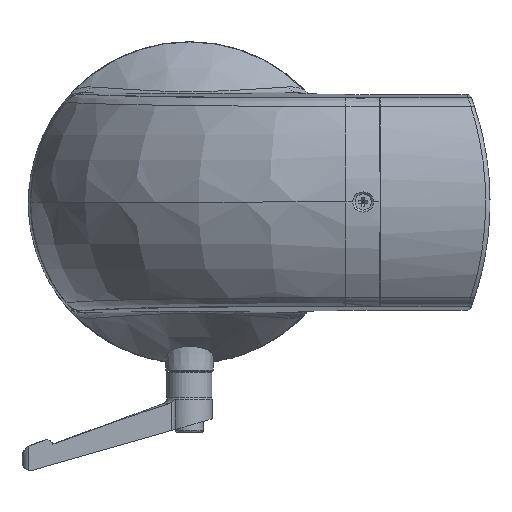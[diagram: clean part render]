
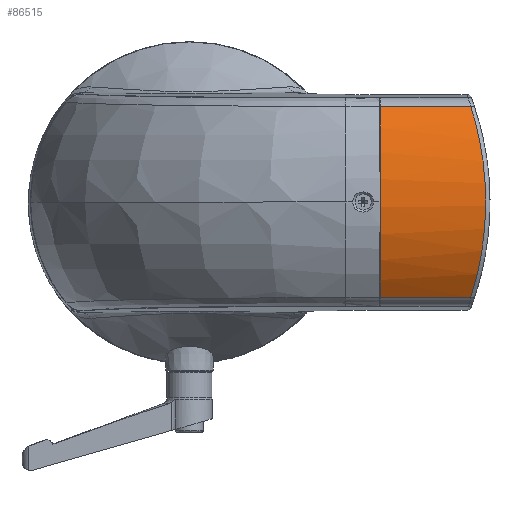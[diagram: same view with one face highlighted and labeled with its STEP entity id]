
A CAD part, top view. The second image highlights one B-rep face of the part: STEP entity #86515.
In plain terms, the highlighted cylindrical face has radius 75 mm (diameter 150 mm), a partial arc.
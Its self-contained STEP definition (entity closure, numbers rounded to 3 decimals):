
#207 = FACE_OUTER_BOUND ( 'NONE', #62246, .T. ) ;
#1241 = CARTESIAN_POINT ( 'NONE',  ( 132.033, 41.374, 177.439 ) ) ;
#2845 = CARTESIAN_POINT ( 'NONE',  ( 134.683, 31.104, 183.119 ) ) ;
#7187 = CARTESIAN_POINT ( 'NONE',  ( 135.439, -27.46, 184.668 ) ) ;
#9994 = B_SPLINE_CURVE_WITH_KNOTS ( 'NONE', 3,
 ( #82107, #80519, #39592, #72395, #7187, #89669, #31485, #40653, #64333, #97274, #89146, #15802, #40115, #48739, #73481, #64875, #81570, #57315, #106463, #32554, #49270, #75068, #18494, #17942, #2845, #83699, #1241, #51918 ),
 .UNSPECIFIED., .F., .F.,
 ( 4, 2, 2, 2, 2, 2, 2, 2, 2, 2, 2, 2, 2, 4 ),
 ( 0., 0.012, 0.024, 0.03, 0.036, 0.048, 0.051, 0.054, 0.06, 0.066, 0.069, 0.072, 0.084, 0.096 ),
 .UNSPECIFIED. ) ;
#11285 = VECTOR ( 'NONE', #99918, 1000. ) ;
#13030 = ORIENTED_EDGE ( 'NONE', *, *, #44458, .T. ) ;
#13257 = LINE ( 'NONE', #60235, #47437 ) ;
#15802 = CARTESIAN_POINT ( 'NONE',  ( 138., 1., 189.76 ) ) ;
#17942 = CARTESIAN_POINT ( 'NONE',  ( 135.437, 27.471, 184.663 ) ) ;
#18494 = CARTESIAN_POINT ( 'NONE',  ( 136.221, 22.714, 186.245 ) ) ;
#27705 = CARTESIAN_POINT ( 'NONE',  ( 89.212, 17.07, 195.378 ) ) ;
#31485 = CARTESIAN_POINT ( 'NONE',  ( 136.659, -19.818, 187.122 ) ) ;
#32554 = CARTESIAN_POINT ( 'NONE',  ( 136.777, 18.858, 187.357 ) ) ;
#34832 = CARTESIAN_POINT ( 'NONE',  ( 88.86, 44.539, 175.103 ) ) ;
#37140 = ORIENTED_EDGE ( 'NONE', *, *, #74962, .T. ) ;
#39592 = CARTESIAN_POINT ( 'NONE',  ( 132.982, -38.055, 179.507 ) ) ;
#40115 = CARTESIAN_POINT ( 'NONE',  ( 137.99, 2.017, 189.74 ) ) ;
#40653 = CARTESIAN_POINT ( 'NONE',  ( 137.138, -15.941, 188.074 ) ) ;
#41467 = AXIS2_PLACEMENT_3D ( 'NONE', #74577, #76190, #91866 ) ;
#44458 = EDGE_CURVE ( 'NONE', #51331, #61417, #13257, .T. ) ;
#47437 = VECTOR ( 'NONE', #53197, 1000. ) ;
#47983 =( BOUNDED_CURVE ( )  B_SPLINE_CURVE ( 3, ( #101571, #27705, #102110, #60574 ),
 .UNSPECIFIED., .F., .F. ) 
 B_SPLINE_CURVE_WITH_KNOTS ( ( 4, 4 ),
 ( 5.647, 6.919 ),
 .UNSPECIFIED. ) 
 CURVE ( )  GEOMETRIC_REPRESENTATION_ITEM ( )  RATIONAL_B_SPLINE_CURVE ( ( 1., 0.87, 0.87, 1. ) ) 
 REPRESENTATION_ITEM ( '' )  );
#48739 = CARTESIAN_POINT ( 'NONE',  ( 137.948, 4.038, 189.658 ) ) ;
#48979 = CARTESIAN_POINT ( 'NONE',  ( 131.014, -44.539, 175.103 ) ) ;
#49270 = CARTESIAN_POINT ( 'NONE',  ( 136.647, 19.825, 187.099 ) ) ;
#51331 = VERTEX_POINT ( 'NONE', #79259 ) ;
#51918 = CARTESIAN_POINT ( 'NONE',  ( 131.014, 44.539, 175.103 ) ) ;
#53197 = DIRECTION ( 'NONE',  ( 1., 0., 0. ) ) ;
#57315 = CARTESIAN_POINT ( 'NONE',  ( 137.34, 13.987, 188.471 ) ) ;
#58431 = CARTESIAN_POINT ( 'NONE',  ( 131.014, 44.539, 175.103 ) ) ;
#58771 = ORIENTED_EDGE ( 'NONE', *, *, #98889, .T. ) ;
#58970 = CYLINDRICAL_SURFACE ( 'NONE', #41467, 75. ) ;
#60235 = CARTESIAN_POINT ( 'NONE',  ( 52., -44.539, 175.103 ) ) ;
#60574 = CARTESIAN_POINT ( 'NONE',  ( 88.86, -44.539, 175.103 ) ) ;
#61417 = VERTEX_POINT ( 'NONE', #48979 ) ;
#62246 = EDGE_LOOP ( 'NONE', ( #85461, #37140, #13030, #58771 ) ) ;
#64333 = CARTESIAN_POINT ( 'NONE',  ( 137.34, -13.987, 188.471 ) ) ;
#64875 = CARTESIAN_POINT ( 'NONE',  ( 137.791, 8.052, 189.354 ) ) ;
#65216 = EDGE_CURVE ( 'NONE', #74594, #65605, #79157, .T. ) ;
#65605 = VERTEX_POINT ( 'NONE', #34832 ) ;
#66980 = CARTESIAN_POINT ( 'NONE',  ( 52., 44.539, 175.103 ) ) ;
#72395 = CARTESIAN_POINT ( 'NONE',  ( 134.685, -31.097, 183.122 ) ) ;
#73481 = CARTESIAN_POINT ( 'NONE',  ( 137.916, 5.044, 189.597 ) ) ;
#74577 = CARTESIAN_POINT ( 'NONE',  ( 52., 0., 114.76 ) ) ;
#74594 = VERTEX_POINT ( 'NONE', #58431 ) ;
#74962 = EDGE_CURVE ( 'NONE', #65605, #51331, #47983, .T. ) ;
#75068 = CARTESIAN_POINT ( 'NONE',  ( 136.37, 21.752, 186.543 ) ) ;
#76190 = DIRECTION ( 'NONE',  ( 1., 0., 0. ) ) ;
#79157 = LINE ( 'NONE', #66980, #11285 ) ;
#79259 = CARTESIAN_POINT ( 'NONE',  ( 88.86, -44.539, 175.103 ) ) ;
#80519 = CARTESIAN_POINT ( 'NONE',  ( 132.033, -41.374, 177.439 ) ) ;
#81570 = CARTESIAN_POINT ( 'NONE',  ( 137.667, 10.041, 189.112 ) ) ;
#82107 = CARTESIAN_POINT ( 'NONE',  ( 131.014, -44.539, 175.103 ) ) ;
#83699 = CARTESIAN_POINT ( 'NONE',  ( 132.982, 38.056, 179.507 ) ) ;
#85461 = ORIENTED_EDGE ( 'NONE', *, *, #65216, .T. ) ;
#86515 = ADVANCED_FACE ( 'NONE', ( #207 ), #58970, .T. ) ;
#89146 = CARTESIAN_POINT ( 'NONE',  ( 138., -4.081, 189.759 ) ) ;
#89669 = CARTESIAN_POINT ( 'NONE',  ( 136.381, -21.742, 186.567 ) ) ;
#91866 = DIRECTION ( 'NONE',  ( 0., 0., -1. ) ) ;
#97274 = CARTESIAN_POINT ( 'NONE',  ( 137.829, -8.08, 189.43 ) ) ;
#98889 = EDGE_CURVE ( 'NONE', #61417, #74594, #9994, .T. ) ;
#99918 = DIRECTION ( 'NONE',  ( -1., 0., 0. ) ) ;
#101571 = CARTESIAN_POINT ( 'NONE',  ( 88.86, 44.539, 175.103 ) ) ;
#102110 = CARTESIAN_POINT ( 'NONE',  ( 89.212, -17.07, 195.378 ) ) ;
#106463 = CARTESIAN_POINT ( 'NONE',  ( 137.138, 15.945, 188.073 ) ) ;
